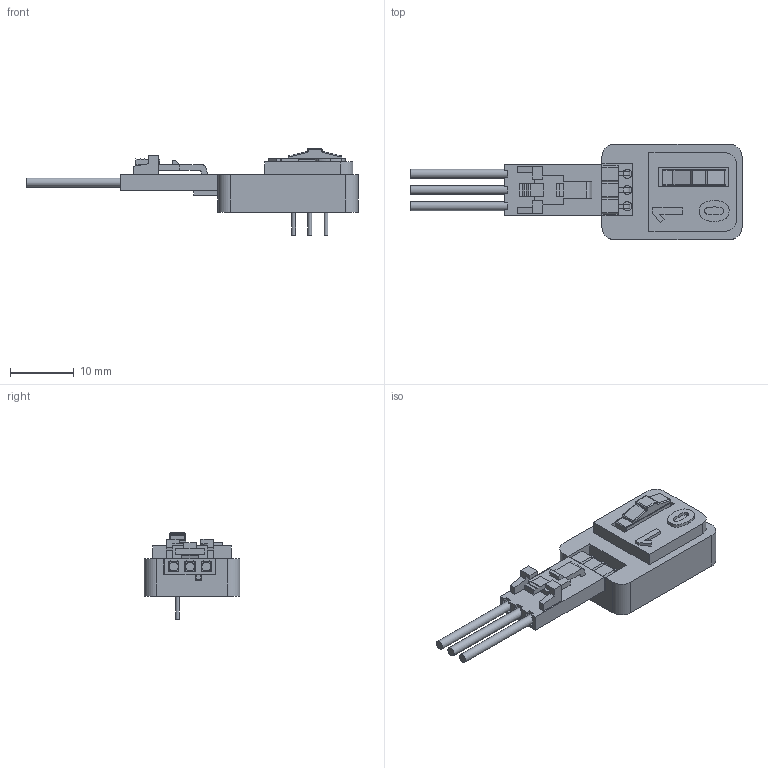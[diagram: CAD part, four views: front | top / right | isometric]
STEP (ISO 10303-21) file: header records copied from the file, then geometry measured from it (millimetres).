
FILE_DESCRIPTION(('FreeCAD Model'),'2;1');
FILE_NAME('Alhambra-switch.step','2017-05-02T11:03:34',('Author'),(''), 'Open CASCADE STEP processor 6.8','FreeCAD','Unknown');
FILE_SCHEMA(('AUTOMOTIVE_DESIGN_CC2 { 1 2 10303 214 -1 1 5 4 }'));
Length unit declared in the file: millimetre
Products named in the file (14): ASSEMBLY; pins001; Insulators001; body001; pins002; head001; Connector; pins; pins003; pins004; vcc-wire; vcc-signal; wire-gnd; Alhambra-switch-1
Assembly tree (13 placements, depth 2):
  ASSEMBLY
    pins001
    Insulators001
    body001
    pins002
    head001
    Connector
    pins
    pins003
    pins004
    vcc-wire
    vcc-signal
    wire-gnd
    Alhambra-switch-1
Bounding box: 52.15 x 15 x 13.54 mm (x, y, z)
Volume: 2287.8 mm3; surface area: 3387.6 mm2
Topology: 19 solids, 19 shells, 504 faces, 1262 edges, 794 vertices
Faces by surface type: plane 353, cylinder 88, bspline 24, sphere 18, extrusion 17, torus 4
Full cylindrical faces by diameter (mm): 0.1 x3, 0.6 x3, 1.4 x9
Entity records: 31858 total; most frequent: CARTESIAN_POINT 6379, DIRECTION 4576, VECTOR 3212, LINE 3195, ORIENTED_EDGE 2488, PCURVE 2488, DEFINITIONAL_REPRESENTATION 2488, EDGE_CURVE 1244
